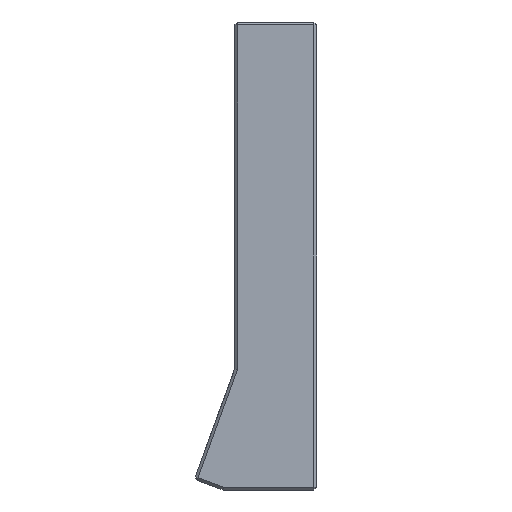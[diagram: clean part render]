
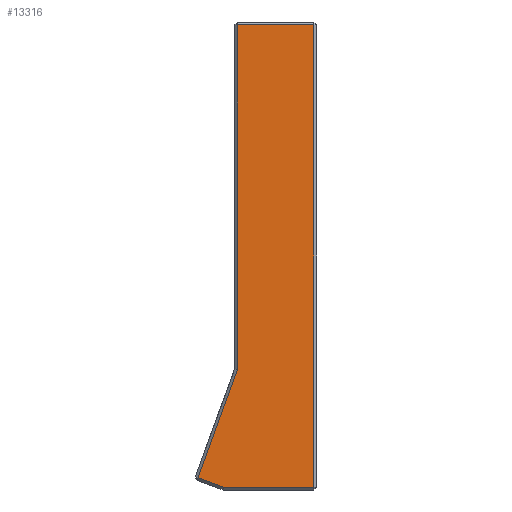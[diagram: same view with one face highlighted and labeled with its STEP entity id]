
A CAD part, left-side view. The second image highlights one B-rep face of the part: STEP entity #13316.
In plain terms, the highlighted planar face has unit normal (-1, 0, 0).
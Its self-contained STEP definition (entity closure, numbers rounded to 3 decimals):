
#425=PLANE('',#14457);
#1047=FACE_OUTER_BOUND('',#1795,.T.);
#1795=EDGE_LOOP('',(#11738,#11739,#11740,#11741,#11742,#11743));
#3133=LINE('',#21739,#4554);
#3146=LINE('',#21773,#4567);
#3160=LINE('',#21800,#4581);
#3172=LINE('',#21824,#4593);
#3175=LINE('',#21829,#4596);
#3176=LINE('',#21830,#4597);
#4554=VECTOR('',#17753,10.);
#4567=VECTOR('',#17780,10.);
#4581=VECTOR('',#17804,10.);
#4593=VECTOR('',#17828,10.);
#4596=VECTOR('',#17833,10.);
#4597=VECTOR('',#17834,10.);
#6411=VERTEX_POINT('',#21714);
#6416=VERTEX_POINT('',#21733);
#6430=VERTEX_POINT('',#21771);
#6431=VERTEX_POINT('',#21772);
#6439=VERTEX_POINT('',#21790);
#6445=VERTEX_POINT('',#21823);
#8218=EDGE_CURVE('',#6416,#6411,#3133,.T.);
#8233=EDGE_CURVE('',#6430,#6431,#3146,.T.);
#8247=EDGE_CURVE('',#6439,#6411,#3160,.T.);
#8259=EDGE_CURVE('',#6445,#6416,#3172,.T.);
#8262=EDGE_CURVE('',#6431,#6445,#3175,.T.);
#8263=EDGE_CURVE('',#6439,#6430,#3176,.T.);
#11738=ORIENTED_EDGE('',*,*,#8247,.T.);
#11739=ORIENTED_EDGE('',*,*,#8218,.F.);
#11740=ORIENTED_EDGE('',*,*,#8259,.F.);
#11741=ORIENTED_EDGE('',*,*,#8262,.F.);
#11742=ORIENTED_EDGE('',*,*,#8233,.F.);
#11743=ORIENTED_EDGE('',*,*,#8263,.F.);
#13316=ADVANCED_FACE('',(#1047),#425,.T.);
#14457=AXIS2_PLACEMENT_3D('',#21828,#17831,#17832);
#17753=DIRECTION('',(0.,-1.,0.));
#17780=DIRECTION('',(0.,0.94,0.342));
#17804=DIRECTION('',(0.,0.,1.));
#17828=DIRECTION('',(0.,0.,1.));
#17831=DIRECTION('center_axis',(-1.,0.,0.));
#17832=DIRECTION('ref_axis',(0.,0.,1.));
#17833=DIRECTION('',(0.,-0.342,0.94));
#17834=DIRECTION('',(0.,1.,0.));
#21714=CARTESIAN_POINT('',(-64.5,-12.75,-255.25));
#21733=CARTESIAN_POINT('',(-64.5,7.25,-255.25));
#21739=CARTESIAN_POINT('',(-64.5,0.,-255.25));
#21771=CARTESIAN_POINT('',(-64.5,10.907,-376.49));
#21772=CARTESIAN_POINT('',(-64.5,17.595,-374.056));
#21773=CARTESIAN_POINT('',(-64.5,3.939,-379.026));
#21790=CARTESIAN_POINT('',(-64.5,-12.75,-376.49));
#21800=CARTESIAN_POINT('',(-64.5,-12.75,-322.));
#21823=CARTESIAN_POINT('',(-64.5,7.25,-345.632));
#21824=CARTESIAN_POINT('',(-64.5,7.25,-355.75));
#21828=CARTESIAN_POINT('Origin',(-64.5,0.,-389.5));
#21829=CARTESIAN_POINT('',(-64.5,13.898,-363.897));
#21830=CARTESIAN_POINT('',(-64.5,0.,-376.49));
